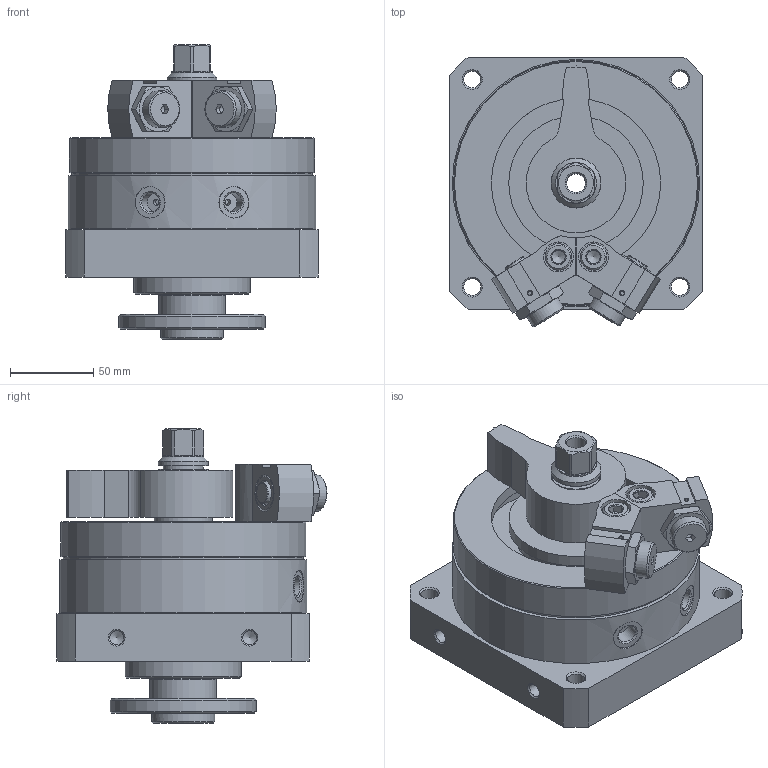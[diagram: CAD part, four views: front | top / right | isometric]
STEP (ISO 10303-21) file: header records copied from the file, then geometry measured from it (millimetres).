
FILE_DESCRIPTION(/* description */ ('STEP AP214'),/* implementation_level */ '2;1');
FILE_NAME(/* name */ '552080_DSM-63-270-P-FW-A-B',/* time_stamp */ '2024-08-21T18:54:53+02:00',/* author */ ('License CC BY-ND 4.0'),/* organization */ ('CADENAS'),/* preprocessor_version */ 'ST-DEVELOPER v19.3',/* originating_system */ 'PARTsolutions',/* authorisation */ ' ');
FILE_SCHEMA (('AUTOMOTIVE_DESIGN {1 0 10303 214 3 1 1}'));
Length unit declared in the file: millimetre
Products named in the file (10): 552080 DSM-63-270-P-FW-A-B--(0); 552080 DSM-63-270-P-FW-A-B_G---(B); 737476 DSM-63-BR---(HZ); 714516 DSM-63-P-B; 668356 DFM-50/63-B; 714510 DSM-63_NS; DIN-912 - M10x40(F); 337143 VAL-1/8-10 M22X1.5-6-27; 737477 DSM-63-BL---(HZ); 552080 DSM-63-270-P-FW-A-B_K---(B)
Assembly tree (14 placements, depth 2):
  552080 DSM-63-270-P-FW-A-B--(0)
    552080 DSM-63-270-P-FW-A-B_G---(B)
    737476 DSM-63-BR---(HZ)
    714516 DSM-63-P-B  x2
    668356 DFM-50/63-B  x2
    714510 DSM-63_NS  x2
    DIN-912 - M10x40(F)  x2
    337143 VAL-1/8-10 M22X1.5-6-27  x2
    737477 DSM-63-BL---(HZ)
    552080 DSM-63-270-P-FW-A-B_K---(B)
Bounding box: 152 x 162.65 x 177.4 mm (x, y, z)
Volume: 1627110.8 mm3; surface area: 252851.9 mm2
Topology: 14 solids, 14 shells, 391 faces, 886 edges, 551 vertices
Faces by surface type: plane 164, cylinder 117, cone 102, torus 8
Full cylindrical faces by diameter (mm): 2.459 x2, 3.6 x2, 6.647 x4, 8.376 x8, 10 x2, 10.106 x4, 11 x2, 11.445 x3, 12 x4, 15.6 x2, 16 x2, 18 x2, 19 x2, 20.376 x4, 22 x2, 24 x1, 24.6 x1, 30 x2, 30.1 x1, 35 x2, 38 x1, 40 x1, 69 x1, 70 x1, 81 x1, 88 x1, 102 x1, 116 x1, 129 x1, 144.6 x1
Entity records: 8489 total; most frequent: CARTESIAN_POINT 1547, DIRECTION 1473, ORIENTED_EDGE 1116, AXIS2_PLACEMENT_3D 626, EDGE_CURVE 558, FACE_BOUND 526, EDGE_LOOP 518, VERTEX_POINT 434
